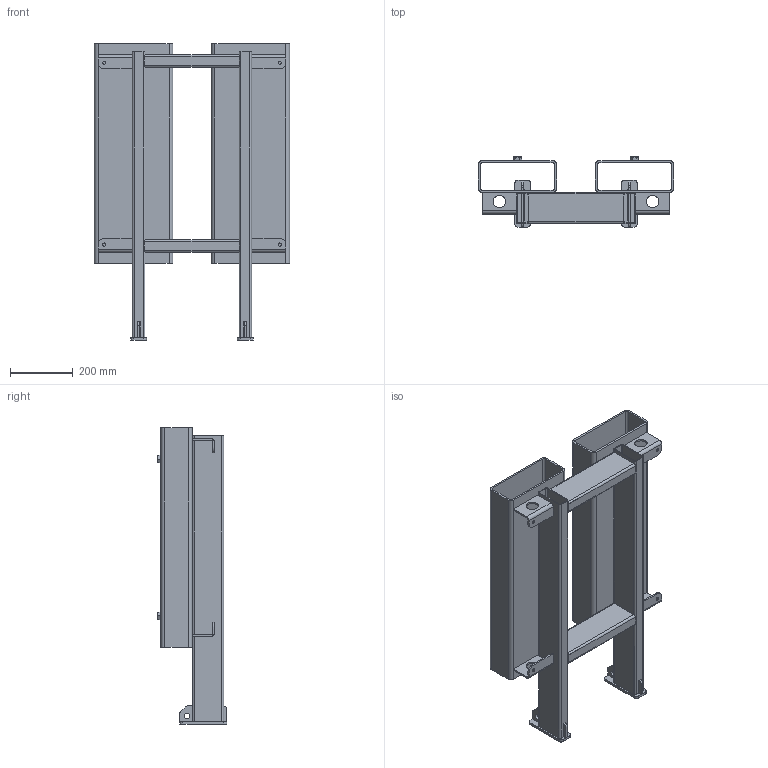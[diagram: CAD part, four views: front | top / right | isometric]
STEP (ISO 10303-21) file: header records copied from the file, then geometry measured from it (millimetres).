
FILE_DESCRIPTION (( 'STEP AP203' ), '1' );
FILE_NAME ('OUT-P10102_BRAS_21072021.STEP', '2021-07-21T14:27:26', ( '' ), ( '' ), 'SwSTEP 2.0', 'SolidWorks 2020', '' );
FILE_SCHEMA (( 'CONFIG_CONTROL_DESIGN' ));
Length unit declared in the file: millimetre
Products named in the file (1): OUT-P10102_BRAS_21072021
Bounding box: 622.5 x 222.2 x 945 mm (x, y, z)
Volume: 7875313.1 mm3; surface area: 3306141.2 mm2
Topology: 18 solids, 18 shells, 446 faces, 1221 edges, 829 vertices
Faces by surface type: plane 244, cylinder 126, cone 76
Entity records: 16096 total; most frequent: CARTESIAN_POINT 4573, ORIENTED_EDGE 2442, DIRECTION 2273, EDGE_CURVE 1221, VERTEX_POINT 829, AXIS2_PLACEMENT_3D 775, LINE 723, VECTOR 723
